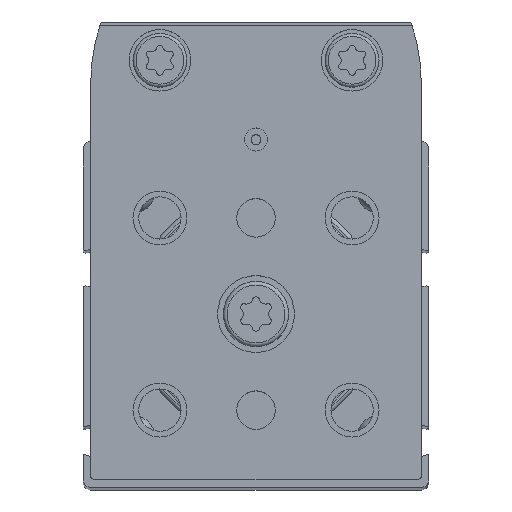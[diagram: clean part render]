
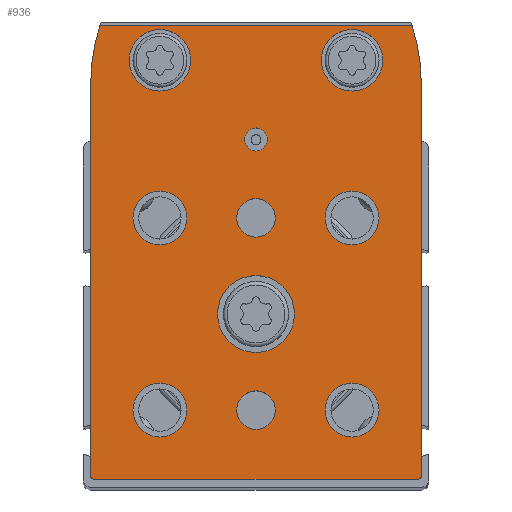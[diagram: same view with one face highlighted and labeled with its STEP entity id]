
A CAD part, top view. The second image highlights one B-rep face of the part: STEP entity #936.
In plain terms, the highlighted planar face has unit normal (0, 0, 1).
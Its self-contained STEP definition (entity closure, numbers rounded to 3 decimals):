
#936 = ADVANCED_FACE( '', ( #2250, #2251, #2252, #2253, #2254, #2255, #2256, #2257, #2258, #2259, #2260 ), #2261, .T. );
#2250 = FACE_BOUND( '', #4120, .T. );
#2251 = FACE_BOUND( '', #4121, .T. );
#2252 = FACE_BOUND( '', #4122, .T. );
#2253 = FACE_BOUND( '', #4123, .T. );
#2254 = FACE_BOUND( '', #4124, .T. );
#2255 = FACE_BOUND( '', #4125, .T. );
#2256 = FACE_BOUND( '', #4126, .T. );
#2257 = FACE_BOUND( '', #4127, .T. );
#2258 = FACE_BOUND( '', #4128, .T. );
#2259 = FACE_BOUND( '', #4129, .T. );
#2260 = FACE_OUTER_BOUND( '', #4130, .T. );
#2261 = PLANE( '', #4131 );
#4120 = EDGE_LOOP( '', ( #6577 ) );
#4121 = EDGE_LOOP( '', ( #6578 ) );
#4122 = EDGE_LOOP( '', ( #6579 ) );
#4123 = EDGE_LOOP( '', ( #6580 ) );
#4124 = EDGE_LOOP( '', ( #6581 ) );
#4125 = EDGE_LOOP( '', ( #6582 ) );
#4126 = EDGE_LOOP( '', ( #6583 ) );
#4127 = EDGE_LOOP( '', ( #6584 ) );
#4128 = EDGE_LOOP( '', ( #6585 ) );
#4129 = EDGE_LOOP( '', ( #6586 ) );
#4130 = EDGE_LOOP( '', ( #6587, #6588, #6589, #6590, #6591, #6592, #6593, #6594 ) );
#4131 = AXIS2_PLACEMENT_3D( '', #6595, #6596, #6597 );
#6577 = ORIENTED_EDGE( '', *, *, #10516, .T. );
#6578 = ORIENTED_EDGE( '', *, *, #10517, .T. );
#6579 = ORIENTED_EDGE( '', *, *, #10518, .F. );
#6580 = ORIENTED_EDGE( '', *, *, #10095, .F. );
#6581 = ORIENTED_EDGE( '', *, *, #10519, .T. );
#6582 = ORIENTED_EDGE( '', *, *, #10520, .T. );
#6583 = ORIENTED_EDGE( '', *, *, #10521, .T. );
#6584 = ORIENTED_EDGE( '', *, *, #10522, .T. );
#6585 = ORIENTED_EDGE( '', *, *, #10523, .T. );
#6586 = ORIENTED_EDGE( '', *, *, #10524, .F. );
#6587 = ORIENTED_EDGE( '', *, *, #10086, .T. );
#6588 = ORIENTED_EDGE( '', *, *, #10525, .T. );
#6589 = ORIENTED_EDGE( '', *, *, #10485, .T. );
#6590 = ORIENTED_EDGE( '', *, *, #10526, .T. );
#6591 = ORIENTED_EDGE( '', *, *, #10527, .T. );
#6592 = ORIENTED_EDGE( '', *, *, #10528, .T. );
#6593 = ORIENTED_EDGE( '', *, *, #10529, .T. );
#6594 = ORIENTED_EDGE( '', *, *, #10530, .T. );
#6595 = CARTESIAN_POINT( '', ( 2.5, 30., 10. ) );
#6596 = DIRECTION( '', ( 0., 0., 1. ) );
#6597 = DIRECTION( '', ( 1., 0., 0. ) );
#10086 = EDGE_CURVE( '', #11880, #11878, #11881, .T. );
#10095 = EDGE_CURVE( '', #11895, #11895, #11896, .T. );
#10485 = EDGE_CURVE( '', #12546, #12544, #12547, .T. );
#10516 = EDGE_CURVE( '', #12596, #12596, #12597, .T. );
#10517 = EDGE_CURVE( '', #12598, #12598, #12599, .T. );
#10518 = EDGE_CURVE( '', #12600, #12600, #12601, .T. );
#10519 = EDGE_CURVE( '', #12602, #12602, #12603, .T. );
#10520 = EDGE_CURVE( '', #12604, #12604, #12605, .T. );
#10521 = EDGE_CURVE( '', #12606, #12606, #12607, .T. );
#10522 = EDGE_CURVE( '', #12608, #12608, #12609, .T. );
#10523 = EDGE_CURVE( '', #12610, #12610, #12611, .T. );
#10524 = EDGE_CURVE( '', #12612, #12612, #12613, .T. );
#10525 = EDGE_CURVE( '', #11878, #12546, #12614, .T. );
#10526 = EDGE_CURVE( '', #12544, #12615, #12616, .T. );
#10527 = EDGE_CURVE( '', #12615, #12617, #12618, .T. );
#10528 = EDGE_CURVE( '', #12617, #12619, #12620, .T. );
#10529 = EDGE_CURVE( '', #12619, #12621, #12622, .T. );
#10530 = EDGE_CURVE( '', #12621, #11880, #12623, .T. );
#11878 = VERTEX_POINT( '', #14468 );
#11880 = VERTEX_POINT( '', #14471 );
#11881 = CIRCLE( '', #14472, 24. );
#11895 = VERTEX_POINT( '', #14489 );
#11896 = CIRCLE( '', #14490, 2.5 );
#12544 = VERTEX_POINT( '', #15402 );
#12546 = VERTEX_POINT( '', #15405 );
#12547 = CIRCLE( '', #15406, 0.5 );
#12596 = VERTEX_POINT( '', #15479 );
#12597 = CIRCLE( '', #15480, 4. );
#12598 = VERTEX_POINT( '', #15481 );
#12599 = CIRCLE( '', #15482, 4. );
#12600 = VERTEX_POINT( '', #15483 );
#12601 = CIRCLE( '', #15484, 2.5 );
#12602 = VERTEX_POINT( '', #15485 );
#12603 = CIRCLE( '', #15486, 5. );
#12604 = VERTEX_POINT( '', #15487 );
#12605 = CIRCLE( '', #15488, 3.5 );
#12606 = VERTEX_POINT( '', #15489 );
#12607 = CIRCLE( '', #15490, 3.5 );
#12608 = VERTEX_POINT( '', #15491 );
#12609 = CIRCLE( '', #15492, 3.5 );
#12610 = VERTEX_POINT( '', #15493 );
#12611 = CIRCLE( '', #15494, 3.5 );
#12612 = VERTEX_POINT( '', #15495 );
#12613 = CIRCLE( '', #15496, 1.5 );
#12614 = LINE( '', #15497, #15498 );
#12615 = VERTEX_POINT( '', #15499 );
#12616 = LINE( '', #15500, #15501 );
#12617 = VERTEX_POINT( '', #15502 );
#12618 = CIRCLE( '', #15503, 0.5 );
#12619 = VERTEX_POINT( '', #15504 );
#12620 = LINE( '', #15505, #15506 );
#12621 = VERTEX_POINT( '', #15507 );
#12622 = CIRCLE( '', #15508, 24. );
#12623 = LINE( '', #15509, #15510 );
#14468 = CARTESIAN_POINT( '', ( -21.5, 30., 10. ) );
#14471 = CARTESIAN_POINT( '', ( -20.298, 37.5, 10. ) );
#14472 = AXIS2_PLACEMENT_3D( '', #17874, #17875, #17876 );
#14489 = CARTESIAN_POINT( '', ( 2.5, 12.5, 10. ) );
#14490 = AXIS2_PLACEMENT_3D( '', #17889, #17890, #17891 );
#15402 = CARTESIAN_POINT( '', ( -21., -21.5, 10. ) );
#15405 = CARTESIAN_POINT( '', ( -21.5, -21., 10. ) );
#15406 = AXIS2_PLACEMENT_3D( '', #18451, #18452, #18453 );
#15479 = CARTESIAN_POINT( '', ( 8.5, 33., 10. ) );
#15480 = AXIS2_PLACEMENT_3D( '', #18483, #18484, #18485 );
#15481 = CARTESIAN_POINT( '', ( -16.5, 33., 10. ) );
#15482 = AXIS2_PLACEMENT_3D( '', #18486, #18487, #18488 );
#15483 = CARTESIAN_POINT( '', ( 2.5, -12.5, 10. ) );
#15484 = AXIS2_PLACEMENT_3D( '', #18489, #18490, #18491 );
#15485 = CARTESIAN_POINT( '', ( -5., 0., 10. ) );
#15486 = AXIS2_PLACEMENT_3D( '', #18492, #18493, #18494 );
#15487 = CARTESIAN_POINT( '', ( 9., -12.5, 10. ) );
#15488 = AXIS2_PLACEMENT_3D( '', #18495, #18496, #18497 );
#15489 = CARTESIAN_POINT( '', ( -16., 12.5, 10. ) );
#15490 = AXIS2_PLACEMENT_3D( '', #18498, #18499, #18500 );
#15491 = CARTESIAN_POINT( '', ( -16., -12.5, 10. ) );
#15492 = AXIS2_PLACEMENT_3D( '', #18501, #18502, #18503 );
#15493 = CARTESIAN_POINT( '', ( 9., 12.5, 10. ) );
#15494 = AXIS2_PLACEMENT_3D( '', #18504, #18505, #18506 );
#15495 = CARTESIAN_POINT( '', ( 1.5, 22.7, 10. ) );
#15496 = AXIS2_PLACEMENT_3D( '', #18507, #18508, #18509 );
#15497 = CARTESIAN_POINT( '', ( -21.5, 30., 10. ) );
#15498 = VECTOR( '', #18510, 1000. );
#15499 = CARTESIAN_POINT( '', ( 21., -21.5, 10. ) );
#15500 = CARTESIAN_POINT( '', ( -21., -21.5, 10. ) );
#15501 = VECTOR( '', #18511, 1000. );
#15502 = CARTESIAN_POINT( '', ( 21.5, -21., 10. ) );
#15503 = AXIS2_PLACEMENT_3D( '', #18512, #18513, #18514 );
#15504 = CARTESIAN_POINT( '', ( 21.5, 30., 10. ) );
#15505 = CARTESIAN_POINT( '', ( 21.5, -21., 10. ) );
#15506 = VECTOR( '', #18515, 1000. );
#15507 = CARTESIAN_POINT( '', ( 20.298, 37.5, 10. ) );
#15508 = AXIS2_PLACEMENT_3D( '', #18516, #18517, #18518 );
#15509 = CARTESIAN_POINT( '', ( 20.298, 37.5, 10. ) );
#15510 = VECTOR( '', #18519, 1000. );
#17874 = CARTESIAN_POINT( '', ( 2.5, 30., 10. ) );
#17875 = DIRECTION( '', ( 0., 0., 1. ) );
#17876 = DIRECTION( '', ( 1., 0., 0. ) );
#17889 = CARTESIAN_POINT( '', ( 0., 12.5, 10. ) );
#17890 = DIRECTION( '', ( 0., 0., 1. ) );
#17891 = DIRECTION( '', ( 1., 0., 0. ) );
#18451 = CARTESIAN_POINT( '', ( -21., -21., 10. ) );
#18452 = DIRECTION( '', ( 0., 0., 1. ) );
#18453 = DIRECTION( '', ( 1., 0., 0. ) );
#18483 = CARTESIAN_POINT( '', ( 12.5, 33., 10. ) );
#18484 = DIRECTION( '', ( 0., 0., -1. ) );
#18485 = DIRECTION( '', ( -1., 0., 0. ) );
#18486 = CARTESIAN_POINT( '', ( -12.5, 33., 10. ) );
#18487 = DIRECTION( '', ( 0., 0., -1. ) );
#18488 = DIRECTION( '', ( -1., 0., 0. ) );
#18489 = CARTESIAN_POINT( '', ( 0., -12.5, 10. ) );
#18490 = DIRECTION( '', ( 0., 0., 1. ) );
#18491 = DIRECTION( '', ( 1., 0., 0. ) );
#18492 = CARTESIAN_POINT( '', ( 0., 0., 10. ) );
#18493 = DIRECTION( '', ( 0., 0., -1. ) );
#18494 = DIRECTION( '', ( -1., 0., 0. ) );
#18495 = CARTESIAN_POINT( '', ( 12.5, -12.5, 10. ) );
#18496 = DIRECTION( '', ( 0., 0., -1. ) );
#18497 = DIRECTION( '', ( -1., 0., 0. ) );
#18498 = CARTESIAN_POINT( '', ( -12.5, 12.5, 10. ) );
#18499 = DIRECTION( '', ( 0., 0., -1. ) );
#18500 = DIRECTION( '', ( -1., 0., 0. ) );
#18501 = CARTESIAN_POINT( '', ( -12.5, -12.5, 10. ) );
#18502 = DIRECTION( '', ( 0., 0., -1. ) );
#18503 = DIRECTION( '', ( -1., 0., 0. ) );
#18504 = CARTESIAN_POINT( '', ( 12.5, 12.5, 10. ) );
#18505 = DIRECTION( '', ( 0., 0., -1. ) );
#18506 = DIRECTION( '', ( -1., 0., 0. ) );
#18507 = CARTESIAN_POINT( '', ( 0., 22.7, 10. ) );
#18508 = DIRECTION( '', ( 0., 0., 1. ) );
#18509 = DIRECTION( '', ( 1., 0., 0. ) );
#18510 = DIRECTION( '', ( 0., -1., 0. ) );
#18511 = DIRECTION( '', ( 1., 0., 0. ) );
#18512 = CARTESIAN_POINT( '', ( 21., -21., 10. ) );
#18513 = DIRECTION( '', ( 0., 0., 1. ) );
#18514 = DIRECTION( '', ( 1., 0., 0. ) );
#18515 = DIRECTION( '', ( 0., 1., 0. ) );
#18516 = CARTESIAN_POINT( '', ( -2.5, 30., 10. ) );
#18517 = DIRECTION( '', ( 0., 0., 1. ) );
#18518 = DIRECTION( '', ( 1., 0., 0. ) );
#18519 = DIRECTION( '', ( -1., 0., 0. ) );
